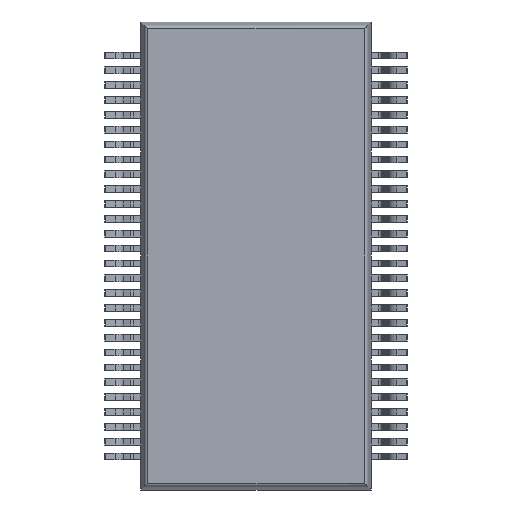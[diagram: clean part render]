
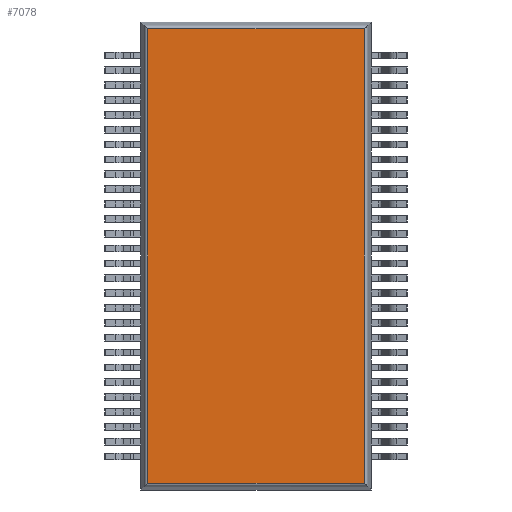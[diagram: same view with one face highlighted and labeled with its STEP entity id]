
A CAD part, front view. The second image highlights one B-rep face of the part: STEP entity #7078.
In plain terms, the highlighted planar face has unit normal (0, -1, 0).
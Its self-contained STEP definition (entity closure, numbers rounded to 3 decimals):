
#4690 = FACE_OUTER_BOUND ( 'NONE', #7181, .T. ) ;
#4737 = DIRECTION ( 'NONE',  ( -1., 0., 0. ) ) ;
#4738 = VECTOR ( 'NONE', #4737, 1000. ) ;
#4739 = CARTESIAN_POINT ( 'NONE',  ( -3.1, 0.15, 6.113 ) ) ;
#4740 = LINE ( 'NONE', #4739, #4738 ) ;
#4745 = CARTESIAN_POINT ( 'NONE',  ( 2.913, 0.15, 6.113 ) ) ;
#4748 = DIRECTION ( 'NONE',  ( 0., 0., 1. ) ) ;
#4749 = VECTOR ( 'NONE', #4748, 1000. ) ;
#4751 = CARTESIAN_POINT ( 'NONE',  ( 2.913, 0.15, -6.3 ) ) ;
#4752 = LINE ( 'NONE', #4751, #4749 ) ;
#4756 = CARTESIAN_POINT ( 'NONE',  ( 2.913, 0.15, -6.113 ) ) ;
#4758 = DIRECTION ( 'NONE',  ( 1., 0., 0. ) ) ;
#4760 = VECTOR ( 'NONE', #4758, 1000. ) ;
#4761 = CARTESIAN_POINT ( 'NONE',  ( -3.1, 0.15, -6.113 ) ) ;
#4763 = LINE ( 'NONE', #4761, #4760 ) ;
#4768 = CARTESIAN_POINT ( 'NONE',  ( -2.913, 0.15, -6.113 ) ) ;
#4771 = CARTESIAN_POINT ( 'NONE',  ( -2.913, 0.15, 6.113 ) ) ;
#4773 = DIRECTION ( 'NONE',  ( 0., 0., -1. ) ) ;
#4775 = VECTOR ( 'NONE', #4773, 1000. ) ;
#4777 = CARTESIAN_POINT ( 'NONE',  ( -2.913, 0.15, -6.3 ) ) ;
#4778 = LINE ( 'NONE', #4777, #4775 ) ;
#4781 = DIRECTION ( 'NONE',  ( 0., 0., -1. ) ) ;
#4783 = DIRECTION ( 'NONE',  ( 0., -1., 0. ) ) ;
#4784 = CARTESIAN_POINT ( 'NONE',  ( -3.1, 0.15, -6.3 ) ) ;
#4786 = AXIS2_PLACEMENT_3D ( 'NONE', #4784, #4783, #4781 ) ;
#4792 = PLANE ( 'NONE',  #4786 ) ;
#7078 = ADVANCED_FACE ( 'NONE', ( #4690 ), #4792, .T. ) ;
#7080 = ORIENTED_EDGE ( 'NONE', *, *, #7081, .T. ) ;
#7081 = EDGE_CURVE ( 'NONE', #7084, #7086, #4778, .T. ) ;
#7084 = VERTEX_POINT ( 'NONE', #4771 ) ;
#7086 = VERTEX_POINT ( 'NONE', #4768 ) ;
#7089 = ORIENTED_EDGE ( 'NONE', *, *, #7091, .T. ) ;
#7091 = EDGE_CURVE ( 'NONE', #7086, #7094, #4763, .T. ) ;
#7094 = VERTEX_POINT ( 'NONE', #4756 ) ;
#7096 = ORIENTED_EDGE ( 'NONE', *, *, #7098, .T. ) ;
#7098 = EDGE_CURVE ( 'NONE', #7094, #7100, #4752, .T. ) ;
#7100 = VERTEX_POINT ( 'NONE', #4745 ) ;
#7103 = ORIENTED_EDGE ( 'NONE', *, *, #7105, .T. ) ;
#7105 = EDGE_CURVE ( 'NONE', #7100, #7084, #4740, .T. ) ;
#7181 = EDGE_LOOP ( 'NONE', ( #7080, #7089, #7096, #7103 ) ) ;
